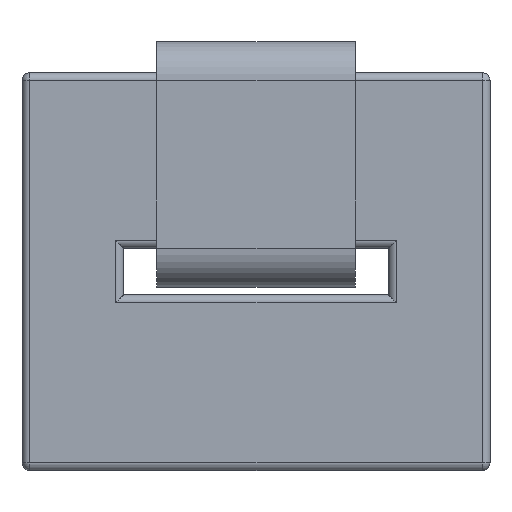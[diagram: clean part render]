
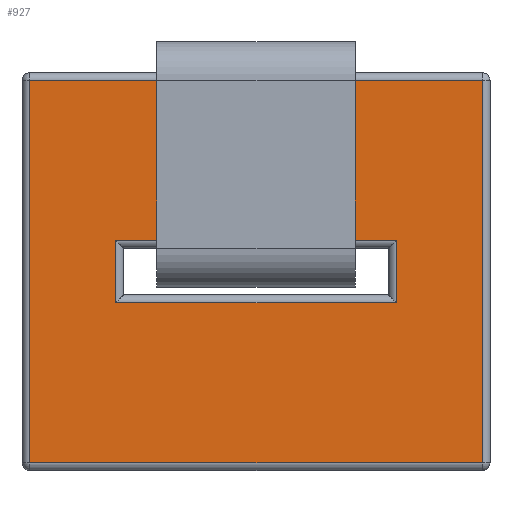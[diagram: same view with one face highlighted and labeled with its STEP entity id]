
A CAD part, left-side view. The second image highlights one B-rep face of the part: STEP entity #927.
In plain terms, the highlighted planar face has unit normal (-1, 0, 0).
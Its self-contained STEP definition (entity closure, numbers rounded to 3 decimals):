
#122=ORIENTED_EDGE('',*,*,#394,.T.);
#123=ORIENTED_EDGE('',*,*,#395,.T.);
#124=ORIENTED_EDGE('',*,*,#396,.T.);
#125=ORIENTED_EDGE('',*,*,#397,.T.);
#126=ORIENTED_EDGE('',*,*,#398,.T.);
#127=ORIENTED_EDGE('',*,*,#399,.T.);
#128=ORIENTED_EDGE('',*,*,#400,.T.);
#129=ORIENTED_EDGE('',*,*,#401,.T.);
#394=EDGE_CURVE('',#530,#531,#610,.T.);
#395=EDGE_CURVE('',#531,#532,#611,.T.);
#396=EDGE_CURVE('',#532,#533,#612,.T.);
#397=EDGE_CURVE('',#533,#530,#613,.T.);
#398=EDGE_CURVE('',#534,#535,#614,.T.);
#399=EDGE_CURVE('',#535,#536,#615,.F.);
#400=EDGE_CURVE('',#536,#537,#616,.F.);
#401=EDGE_CURVE('',#537,#534,#617,.T.);
#530=VERTEX_POINT('',#1453);
#531=VERTEX_POINT('',#1454);
#532=VERTEX_POINT('',#1456);
#533=VERTEX_POINT('',#1458);
#534=VERTEX_POINT('',#1461);
#535=VERTEX_POINT('',#1462);
#536=VERTEX_POINT('',#1464);
#537=VERTEX_POINT('',#1466);
#610=LINE('',#1452,#698);
#611=LINE('',#1455,#699);
#612=LINE('',#1457,#700);
#613=LINE('',#1459,#701);
#614=LINE('',#1460,#702);
#615=LINE('',#1463,#703);
#616=LINE('',#1465,#704);
#617=LINE('',#1467,#705);
#698=VECTOR('',#1137,1000.);
#699=VECTOR('',#1138,1000.);
#700=VECTOR('',#1139,1000.);
#701=VECTOR('',#1140,1000.);
#702=VECTOR('',#1141,1000.);
#703=VECTOR('',#1142,1000.);
#704=VECTOR('',#1143,1000.);
#705=VECTOR('',#1144,1000.);
#780=EDGE_LOOP('',(#122,#123,#124,#125));
#781=EDGE_LOOP('',(#126,#127,#128,#129));
#842=FACE_BOUND('',#780,.T.);
#843=FACE_BOUND('',#781,.T.);
#903=PLANE('',#1014);
#927=ADVANCED_FACE('',(#842,#843),#903,.F.);
#1014=AXIS2_PLACEMENT_3D('',#1451,#1135,#1136);
#1135=DIRECTION('',(1.,0.,0.));
#1136=DIRECTION('',(0.,0.,-1.));
#1137=DIRECTION('',(0.,1.,0.));
#1138=DIRECTION('',(0.,0.,1.));
#1139=DIRECTION('',(0.,-1.,0.));
#1140=DIRECTION('',(0.,0.,-1.));
#1141=DIRECTION('',(0.,-1.,0.));
#1142=DIRECTION('',(0.,0.,-1.));
#1143=DIRECTION('',(0.,-1.,0.));
#1144=DIRECTION('',(0.,0.,-1.));
#1451=CARTESIAN_POINT('',(-2.,1.5,1.275));
#1452=CARTESIAN_POINT('',(-2.,0.85,-0.2));
#1453=CARTESIAN_POINT('',(-2.,-0.9,-0.2));
#1454=CARTESIAN_POINT('',(-2.,0.9,-0.2));
#1455=CARTESIAN_POINT('',(-2.,0.9,0.15));
#1456=CARTESIAN_POINT('',(-2.,0.9,0.2));
#1457=CARTESIAN_POINT('',(-2.,-0.85,0.2));
#1458=CARTESIAN_POINT('',(-2.,-0.9,0.2));
#1459=CARTESIAN_POINT('',(-2.,-0.9,-0.15));
#1460=CARTESIAN_POINT('',(-2.,1.5,-1.225));
#1461=CARTESIAN_POINT('',(-2.,1.45,-1.225));
#1462=CARTESIAN_POINT('',(-2.,-1.45,-1.225));
#1463=CARTESIAN_POINT('',(-2.,-1.45,1.275));
#1464=CARTESIAN_POINT('',(-2.,-1.45,1.225));
#1465=CARTESIAN_POINT('',(-2.,1.5,1.225));
#1466=CARTESIAN_POINT('',(-2.,1.45,1.225));
#1467=CARTESIAN_POINT('',(-2.,1.45,1.275));
